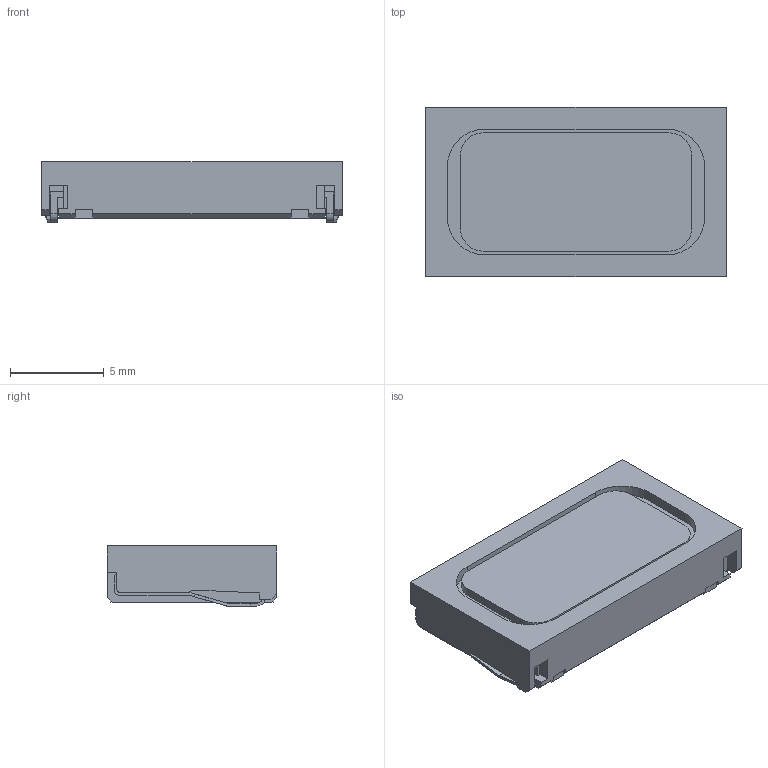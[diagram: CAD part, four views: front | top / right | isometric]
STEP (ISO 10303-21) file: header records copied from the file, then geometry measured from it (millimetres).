
FILE_DESCRIPTION(/* description */ (''),/* implementation_level */ '2;1');
FILE_NAME(/* name */ 'AS01606MS-SC16-WP-R.stp',/* time_stamp */ '2018-09-06T13:52:19-04:00',/* author */ ('vandenbroek'),/* organization */ (''),/* preprocessor_version */ 'ST-DEVELOPER v16.1',/* originating_system */ 'Autodesk Inventor 2016',/* authorisation */ '');
FILE_SCHEMA (('AUTOMOTIVE_DESIGN { 1 0 10303 214 3 1 1 }'));
Length unit declared in the file: millimetre
Products named in the file (1): AS01606MS-SC16-WP-R
Bounding box: 16 x 9 x 3.21 mm (x, y, z)
Volume: 404.3 mm3; surface area: 504.2 mm2
Topology: 1 solids, 1 shells, 200 faces, 560 edges, 366 vertices
Faces by surface type: plane 168, cylinder 32
Entity records: 6603 total; most frequent: CARTESIAN_POINT 1127, ORIENTED_EDGE 1120, DIRECTION 1030, EDGE_CURVE 560, LINE 492, VECTOR 492, VERTEX_POINT 366, AXIS2_PLACEMENT_3D 269
